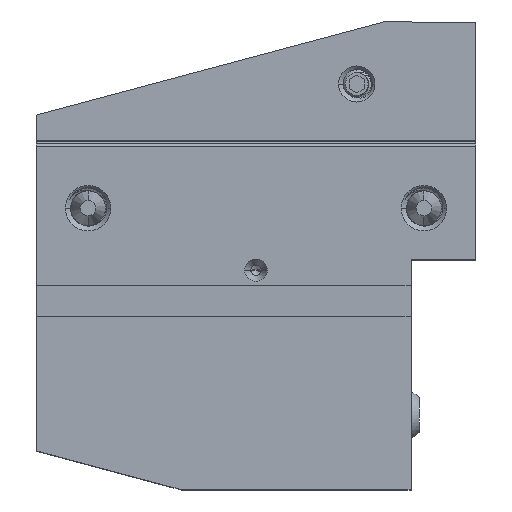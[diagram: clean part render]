
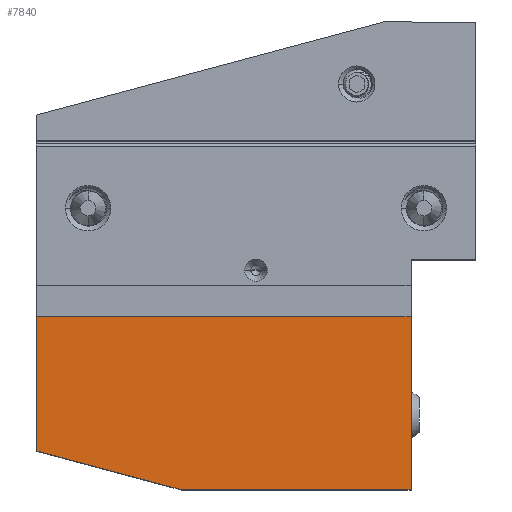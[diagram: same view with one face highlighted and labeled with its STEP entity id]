
A CAD part, top view. The second image highlights one B-rep face of the part: STEP entity #7840.
In plain terms, the highlighted planar face has unit normal (0, 0, 1).
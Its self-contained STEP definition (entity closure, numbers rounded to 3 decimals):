
#6117 = DIRECTION ( 'NONE',  ( 0., 0., 1. ) ) ;
#6119 = CARTESIAN_POINT ( 'NONE',  ( 0., 0., 44. ) ) ;
#6151 = PLANE ( 'NONE',  #59228 ) ;
#6152 = DIRECTION ( 'NONE',  ( 1., 0., 0. ) ) ;
#7840 = ADVANCED_FACE ( 'NONE', ( #25990 ), #6151, .T. ) ;
#9106 = DIRECTION ( 'NONE',  ( 0., -1., 0. ) ) ;
#9107 = CARTESIAN_POINT ( 'NONE',  ( 30., 2., 44. ) ) ;
#12401 = CARTESIAN_POINT ( 'NONE',  ( -42.5, -42.5, 44. ) ) ;
#12436 = DIRECTION ( 'NONE',  ( 1., 0., 0. ) ) ;
#12528 = CARTESIAN_POINT ( 'NONE',  ( -42.5, -35., 44. ) ) ;
#12532 = DIRECTION ( 'NONE',  ( -0.966, 0.259, 0. ) ) ;
#13228 = CARTESIAN_POINT ( 'NONE',  ( -42.5, 48., 44. ) ) ;
#13242 = DIRECTION ( 'NONE',  ( 0., -1., 0. ) ) ;
#13306 = EDGE_CURVE ( 'NONE', #26705, #26721, #13621, .T. ) ;
#13450 = EDGE_CURVE ( 'NONE', #26679, #26729, #13814, .T. ) ;
#13523 = EDGE_CURVE ( 'NONE', #26679, #26703, #13934, .T. ) ;
#13620 = EDGE_CURVE ( 'NONE', #26705, #26703, #13911, .T. ) ;
#13621 = LINE ( 'NONE', #18144, #13633 ) ;
#13633 = VECTOR ( 'NONE', #18142, 1000. ) ;
#13709 = EDGE_CURVE ( 'NONE', #26721, #26729, #14001, .T. ) ;
#13801 = VECTOR ( 'NONE', #12436, 1000. ) ;
#13814 = LINE ( 'NONE', #12401, #13801 ) ;
#13838 = VECTOR ( 'NONE', #12532, 1000. ) ;
#13899 = VECTOR ( 'NONE', #13242, 1000. ) ;
#13911 = LINE ( 'NONE', #13228, #13899 ) ;
#13934 = LINE ( 'NONE', #12528, #13838 ) ;
#14001 = LINE ( 'NONE', #9107, #14003 ) ;
#14003 = VECTOR ( 'NONE', #9106, 1000. ) ;
#18142 = DIRECTION ( 'NONE',  ( 1., 0., 0. ) ) ;
#18144 = CARTESIAN_POINT ( 'NONE',  ( -47.5, -9., 44. ) ) ;
#21396 = EDGE_LOOP ( 'NONE', ( #24409, #24485, #24516, #24467, #24514 ) ) ;
#24409 = ORIENTED_EDGE ( 'NONE', *, *, #13306, .F. ) ;
#24467 = ORIENTED_EDGE ( 'NONE', *, *, #13450, .T. ) ;
#24485 = ORIENTED_EDGE ( 'NONE', *, *, #13620, .T. ) ;
#24514 = ORIENTED_EDGE ( 'NONE', *, *, #13709, .F. ) ;
#24516 = ORIENTED_EDGE ( 'NONE', *, *, #13523, .F. ) ;
#25990 = FACE_OUTER_BOUND ( 'NONE', #21396, .T. ) ;
#26679 = VERTEX_POINT ( 'NONE', #28869 ) ;
#26703 = VERTEX_POINT ( 'NONE', #28909 ) ;
#26705 = VERTEX_POINT ( 'NONE', #28886 ) ;
#26721 = VERTEX_POINT ( 'NONE', #28866 ) ;
#26729 = VERTEX_POINT ( 'NONE', #28918 ) ;
#28866 = CARTESIAN_POINT ( 'NONE',  ( 30., -9., 44. ) ) ;
#28869 = CARTESIAN_POINT ( 'NONE',  ( -14.51, -42.5, 44. ) ) ;
#28886 = CARTESIAN_POINT ( 'NONE',  ( -42.5, -9., 44. ) ) ;
#28909 = CARTESIAN_POINT ( 'NONE',  ( -42.5, -35., 44. ) ) ;
#28918 = CARTESIAN_POINT ( 'NONE',  ( 30., -42.5, 44. ) ) ;
#59228 = AXIS2_PLACEMENT_3D ( 'NONE', #6119, #6117, #6152 ) ;
